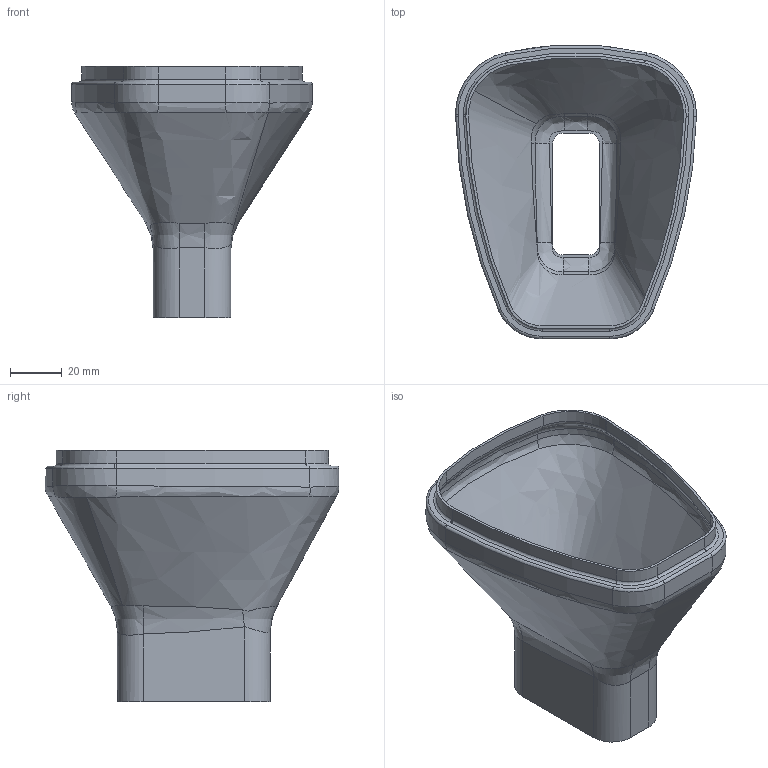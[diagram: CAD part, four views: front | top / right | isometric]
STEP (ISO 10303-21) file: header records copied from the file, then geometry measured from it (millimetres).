
FILE_DESCRIPTION (( 'STEP AP203' ), '1' );
FILE_NAME ('Adapter rev.3.STEP', '2020-03-20T11:27:58', ( '' ), ( '' ), 'SwSTEP 2.0', 'SolidWorks 2018', '' );
FILE_SCHEMA (( 'CONFIG_CONTROL_DESIGN' ));
Length unit declared in the file: millimetre
Products named in the file (1): Adapter rev.3
Bounding box: 93.02 x 113.43 x 96.93 mm (x, y, z)
Volume: 37299.2 mm3; surface area: 51327.8 mm2
Topology: 1 solids, 1 shells, 160 faces, 399 edges, 243 vertices
Faces by surface type: cylinder 52, bspline 44, torus 36, plane 24, cone 4
Entity records: 13953 total; most frequent: CARTESIAN_POINT 10320, ORIENTED_EDGE 798, DIRECTION 703, EDGE_CURVE 399, AXIS2_PLACEMENT_3D 301, VERTEX_POINT 243, CIRCLE 184, EDGE_LOOP 164
